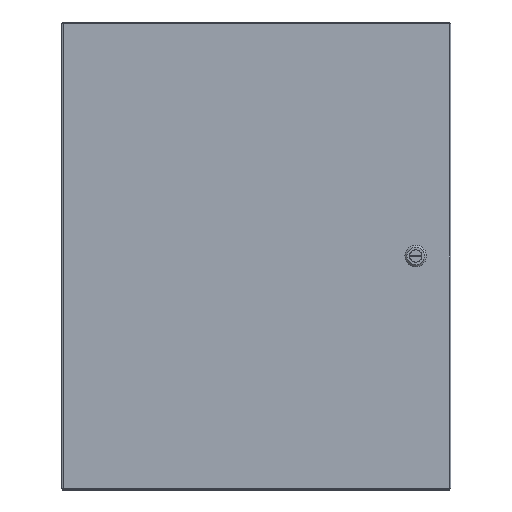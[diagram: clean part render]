
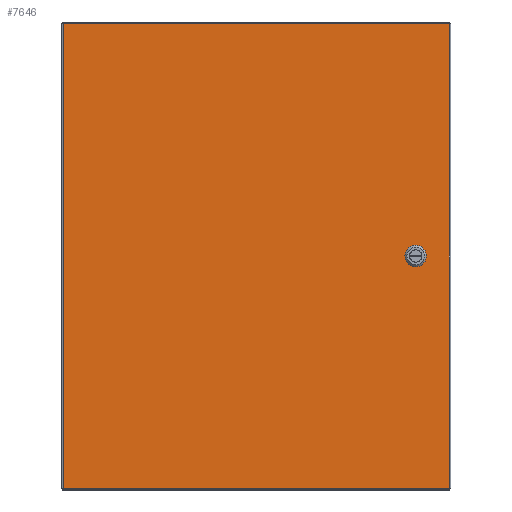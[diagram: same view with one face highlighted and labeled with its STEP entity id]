
A CAD part, front view. The second image highlights one B-rep face of the part: STEP entity #7646.
In plain terms, the highlighted planar face has unit normal (0, -1, 0).
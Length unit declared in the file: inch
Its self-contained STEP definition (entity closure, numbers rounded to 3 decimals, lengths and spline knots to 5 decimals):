
#94 = LINE ( 'NONE', #10330, #20602 ) ;
#246 = LINE ( 'NONE', #12150, #14076 ) ;
#303 = DIRECTION ( 'NONE',  ( -0.707, 0., 0.707 ) ) ;
#385 = VECTOR ( 'NONE', #20738, 39.37008 ) ;
#517 = VERTEX_POINT ( 'NONE', #2811 ) ;
#645 = LINE ( 'NONE', #12227, #20415 ) ;
#649 = ORIENTED_EDGE ( 'NONE', *, *, #683, .T. ) ;
#683 = EDGE_CURVE ( 'NONE', #10356, #4433, #246, .T. ) ;
#747 = DIRECTION ( 'NONE',  ( 1., 0., 0. ) ) ;
#945 = VERTEX_POINT ( 'NONE', #2129 ) ;
#1068 = LINE ( 'NONE', #21535, #9055 ) ;
#1745 = EDGE_CURVE ( 'NONE', #17837, #11741, #13482, .T. ) ;
#1789 = VERTEX_POINT ( 'NONE', #5811 ) ;
#1945 = ORIENTED_EDGE ( 'NONE', *, *, #11522, .T. ) ;
#2129 = CARTESIAN_POINT ( 'NONE',  ( 7.96, -10.822, 0.3955 ) ) ;
#2159 = DIRECTION ( 'NONE',  ( -1., 0., 0. ) ) ;
#2196 = DIRECTION ( 'NONE',  ( 0.707, 0., 0.707 ) ) ;
#2256 = DIRECTION ( 'NONE',  ( 0., 0., -1. ) ) ;
#2289 = EDGE_CURVE ( 'NONE', #11741, #15285, #9330, .T. ) ;
#2373 = ORIENTED_EDGE ( 'NONE', *, *, #20311, .T. ) ;
#2490 = VECTOR ( 'NONE', #2196, 39.37008 ) ;
#2677 = VERTEX_POINT ( 'NONE', #4047 ) ;
#2811 = CARTESIAN_POINT ( 'NONE',  ( 9.901, -10.822, -11.8985 ) ) ;
#2857 = DIRECTION ( 'NONE',  ( 1., 0., 0. ) ) ;
#4047 = CARTESIAN_POINT ( 'NONE',  ( 8.422, -10.822, -0.3955 ) ) ;
#4112 = DIRECTION ( 'NONE',  ( 0., 0., 1. ) ) ;
#4181 = VECTOR ( 'NONE', #303, 39.37008 ) ;
#4380 = EDGE_CURVE ( 'NONE', #15285, #517, #15985, .T. ) ;
#4426 = EDGE_LOOP ( 'NONE', ( #2373, #18434, #14944, #18146 ) ) ;
#4433 = VERTEX_POINT ( 'NONE', #15670 ) ;
#4439 = CARTESIAN_POINT ( 'NONE',  ( 8.5865, -10.822, 0.231 ) ) ;
#4508 = EDGE_CURVE ( 'NONE', #945, #18516, #1068, .T. ) ;
#5490 = CARTESIAN_POINT ( 'NONE',  ( -9.896, -10.822, -11.8985 ) ) ;
#5739 = CARTESIAN_POINT ( 'NONE',  ( 7.7955, -10.822, -0.231 ) ) ;
#5811 = CARTESIAN_POINT ( 'NONE',  ( 7.96, -10.822, -0.3955 ) ) ;
#6081 = CARTESIAN_POINT ( 'NONE',  ( -9.896, -10.822, 11.8985 ) ) ;
#6149 = VERTEX_POINT ( 'NONE', #5739 ) ;
#6935 = DIRECTION ( 'NONE',  ( -1., 0., 0. ) ) ;
#7020 = CARTESIAN_POINT ( 'NONE',  ( 7.7955, -10.822, 0.231 ) ) ;
#7083 = AXIS2_PLACEMENT_3D ( 'NONE', #5490, #19155, #2256 ) ;
#7105 = LINE ( 'NONE', #15560, #2490 ) ;
#7126 = LINE ( 'NONE', #7020, #16027 ) ;
#7168 = FACE_BOUND ( 'NONE', #19767, .T. ) ;
#7646 = ADVANCED_FACE ( 'NONE', ( #17489, #7168 ), #12381, .T. ) ;
#8101 = LINE ( 'NONE', #18779, #4181 ) ;
#8381 = VECTOR ( 'NONE', #21316, 39.37008 ) ;
#8889 = CARTESIAN_POINT ( 'NONE',  ( -9.896, -10.822, -11.8985 ) ) ;
#8945 = LINE ( 'NONE', #15945, #17871 ) ;
#9055 = VECTOR ( 'NONE', #2857, 39.37008 ) ;
#9317 = ORIENTED_EDGE ( 'NONE', *, *, #4508, .T. ) ;
#9330 = LINE ( 'NONE', #8889, #8381 ) ;
#10197 = VECTOR ( 'NONE', #6935, 39.37008 ) ;
#10330 = CARTESIAN_POINT ( 'NONE',  ( 8.422, -10.822, 0.3955 ) ) ;
#10356 = VERTEX_POINT ( 'NONE', #4439 ) ;
#10613 = EDGE_CURVE ( 'NONE', #1789, #6149, #8101, .T. ) ;
#10817 = ORIENTED_EDGE ( 'NONE', *, *, #13678, .T. ) ;
#11522 = EDGE_CURVE ( 'NONE', #21587, #945, #7105, .T. ) ;
#11741 = VERTEX_POINT ( 'NONE', #6081 ) ;
#11848 = ORIENTED_EDGE ( 'NONE', *, *, #10613, .T. ) ;
#12119 = DIRECTION ( 'NONE',  ( 0., 0., 1. ) ) ;
#12150 = CARTESIAN_POINT ( 'NONE',  ( 8.5865, -10.822, -0.231 ) ) ;
#12227 = CARTESIAN_POINT ( 'NONE',  ( 9.901, -10.822, -11.8985 ) ) ;
#12381 = PLANE ( 'NONE',  #7083 ) ;
#12539 = EDGE_CURVE ( 'NONE', #6149, #21587, #7126, .T. ) ;
#12546 = CARTESIAN_POINT ( 'NONE',  ( -9.896, -10.822, -11.8985 ) ) ;
#13081 = EDGE_CURVE ( 'NONE', #18516, #10356, #94, .T. ) ;
#13409 = CARTESIAN_POINT ( 'NONE',  ( 7.7955, -10.822, 0.231 ) ) ;
#13482 = LINE ( 'NONE', #13718, #10197 ) ;
#13678 = EDGE_CURVE ( 'NONE', #4433, #2677, #19079, .T. ) ;
#13718 = CARTESIAN_POINT ( 'NONE',  ( -9.896, -10.822, 11.8985 ) ) ;
#13820 = DIRECTION ( 'NONE',  ( 0., 0., -1. ) ) ;
#13862 = CARTESIAN_POINT ( 'NONE',  ( 8.422, -10.822, 0.3955 ) ) ;
#14076 = VECTOR ( 'NONE', #13820, 39.37008 ) ;
#14944 = ORIENTED_EDGE ( 'NONE', *, *, #2289, .T. ) ;
#15285 = VERTEX_POINT ( 'NONE', #18927 ) ;
#15560 = CARTESIAN_POINT ( 'NONE',  ( 7.96, -10.822, 0.3955 ) ) ;
#15670 = CARTESIAN_POINT ( 'NONE',  ( 8.5865, -10.822, -0.231 ) ) ;
#15945 = CARTESIAN_POINT ( 'NONE',  ( 7.96, -10.822, -0.3955 ) ) ;
#15985 = LINE ( 'NONE', #12546, #21467 ) ;
#16027 = VECTOR ( 'NONE', #12119, 39.37008 ) ;
#16573 = EDGE_CURVE ( 'NONE', #2677, #1789, #8945, .T. ) ;
#17114 = DIRECTION ( 'NONE',  ( 0.707, 0., -0.707 ) ) ;
#17489 = FACE_OUTER_BOUND ( 'NONE', #4426, .T. ) ;
#17837 = VERTEX_POINT ( 'NONE', #19261 ) ;
#17871 = VECTOR ( 'NONE', #2159, 39.37008 ) ;
#18146 = ORIENTED_EDGE ( 'NONE', *, *, #4380, .T. ) ;
#18434 = ORIENTED_EDGE ( 'NONE', *, *, #1745, .T. ) ;
#18516 = VERTEX_POINT ( 'NONE', #13862 ) ;
#18779 = CARTESIAN_POINT ( 'NONE',  ( 7.7955, -10.822, -0.231 ) ) ;
#18927 = CARTESIAN_POINT ( 'NONE',  ( -9.896, -10.822, -11.8985 ) ) ;
#19079 = LINE ( 'NONE', #19294, #385 ) ;
#19155 = DIRECTION ( 'NONE',  ( 0., -1., 0. ) ) ;
#19261 = CARTESIAN_POINT ( 'NONE',  ( 9.901, -10.822, 11.8985 ) ) ;
#19294 = CARTESIAN_POINT ( 'NONE',  ( 8.5865, -10.822, -0.231 ) ) ;
#19767 = EDGE_LOOP ( 'NONE', ( #21622, #1945, #9317, #20172, #649, #10817, #20614, #11848 ) ) ;
#20172 = ORIENTED_EDGE ( 'NONE', *, *, #13081, .T. ) ;
#20311 = EDGE_CURVE ( 'NONE', #517, #17837, #645, .T. ) ;
#20415 = VECTOR ( 'NONE', #4112, 39.37008 ) ;
#20602 = VECTOR ( 'NONE', #17114, 39.37008 ) ;
#20614 = ORIENTED_EDGE ( 'NONE', *, *, #16573, .T. ) ;
#20738 = DIRECTION ( 'NONE',  ( -0.707, 0., -0.707 ) ) ;
#21316 = DIRECTION ( 'NONE',  ( 0., 0., -1. ) ) ;
#21467 = VECTOR ( 'NONE', #747, 39.37008 ) ;
#21535 = CARTESIAN_POINT ( 'NONE',  ( 8.422, -10.822, 0.3955 ) ) ;
#21587 = VERTEX_POINT ( 'NONE', #13409 ) ;
#21622 = ORIENTED_EDGE ( 'NONE', *, *, #12539, .T. ) ;
